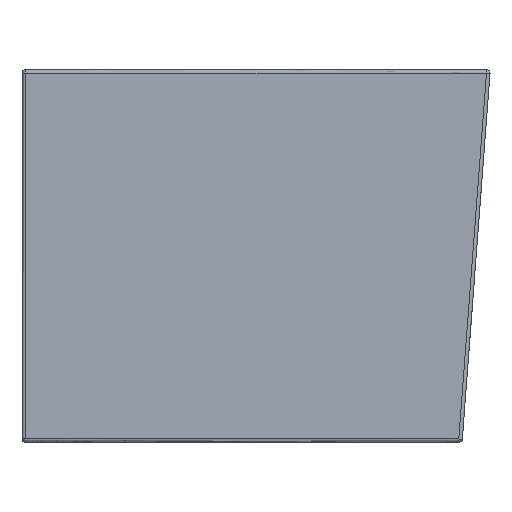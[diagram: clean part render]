
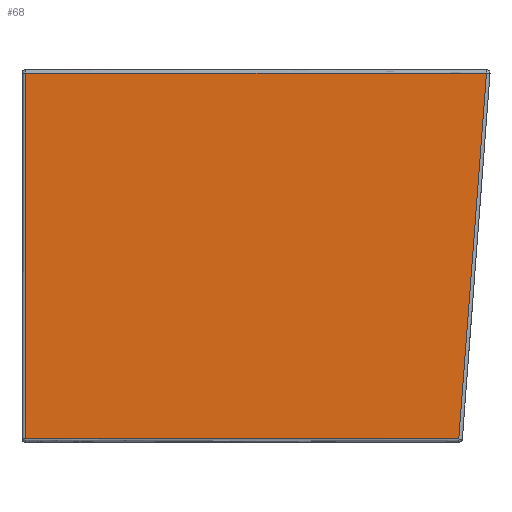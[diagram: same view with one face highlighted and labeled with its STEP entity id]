
A CAD part, left-side view. The second image highlights one B-rep face of the part: STEP entity #68.
In plain terms, the highlighted free-form (B-spline) face has degree [3, 2] with [4, 3] control points.
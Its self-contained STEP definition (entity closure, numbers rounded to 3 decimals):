
#68=ADVANCED_FACE('',(#161),#2910,.T.);
#161=FACE_OUTER_BOUND('',#255,.T.);
#255=EDGE_LOOP('',(#420,#421,#422,#423));
#420=ORIENTED_EDGE('',*,*,#2434,.T.);
#421=ORIENTED_EDGE('',*,*,#2435,.T.);
#422=ORIENTED_EDGE('',*,*,#2436,.T.);
#423=ORIENTED_EDGE('',*,*,#2437,.T.);
#847=PCURVE('',#2910,#1274);
#848=PCURVE('',#2910,#1275);
#849=PCURVE('',#2910,#1276);
#850=PCURVE('',#2910,#1277);
#875=PCURVE('',#2915,#1302);
#893=PCURVE('',#2920,#1320);
#907=PCURVE('',#2923,#1334);
#909=PCURVE('',#2924,#1336);
#1274=DEFINITIONAL_REPRESENTATION('',(#1717),#10455);
#1275=DEFINITIONAL_REPRESENTATION('',(#1718),#10455);
#1276=DEFINITIONAL_REPRESENTATION('',(#1719),#10455);
#1277=DEFINITIONAL_REPRESENTATION('',(#1720),#10455);
#1302=DEFINITIONAL_REPRESENTATION('',(#1750),#10455);
#1320=DEFINITIONAL_REPRESENTATION('',(#1772),#10455);
#1334=DEFINITIONAL_REPRESENTATION('',(#1790),#10455);
#1336=DEFINITIONAL_REPRESENTATION('',(#1792),#10455);
#1717=B_SPLINE_CURVE_WITH_KNOTS('',3,(#6897,#6898,#6899,#6900),
 .UNSPECIFIED.,.F.,.F.,(4,4),(6.101,741.343),
 .UNSPECIFIED.);
#1718=B_SPLINE_CURVE_WITH_KNOTS('',3,(#6903,#6904,#6905,#6906),
 .UNSPECIFIED.,.F.,.F.,(4,4),(5.657,589.343),
 .UNSPECIFIED.);
#1719=B_SPLINE_CURVE_WITH_KNOTS('',3,(#6909,#6910,#6911,#6912),
 .UNSPECIFIED.,.F.,.F.,(4,4),(-696.343,-5.245),
 .UNSPECIFIED.);
#1720=B_SPLINE_CURVE_WITH_KNOTS('',3,(#6915,#6916,#6917,#6918),
 .UNSPECIFIED.,.F.,.F.,(4,4),(-591.454,-6.101),
 .UNSPECIFIED.);
#1750=B_SPLINE_CURVE_WITH_KNOTS('',1,(#7076,#7077),.UNSPECIFIED.,.F.,.F.,
(2,2),(6.101,741.343),.UNSPECIFIED.);
#1772=B_SPLINE_CURVE_WITH_KNOTS('',1,(#7223,#7224),.UNSPECIFIED.,.F.,.F.,
(2,2),(-696.343,-5.245),.UNSPECIFIED.);
#1790=B_SPLINE_CURVE_WITH_KNOTS('',1,(#7304,#7305),.UNSPECIFIED.,.F.,.F.,
(2,2),(5.657,589.343),.UNSPECIFIED.);
#1792=B_SPLINE_CURVE_WITH_KNOTS('',1,(#7311,#7312),.UNSPECIFIED.,.F.,.F.,
(2,2),(-591.454,-6.101),.UNSPECIFIED.);
#2204=SURFACE_CURVE('',#2648,(#847,#875),.PCURVE_S1.);
#2205=SURFACE_CURVE('',#2649,(#848,#907),.PCURVE_S1.);
#2206=SURFACE_CURVE('',#2650,(#849,#893),.PCURVE_S1.);
#2207=SURFACE_CURVE('',#2651,(#850,#909),.PCURVE_S1.);
#2434=EDGE_CURVE('',#2781,#2782,#2204,.T.);
#2435=EDGE_CURVE('',#2782,#2783,#2205,.T.);
#2436=EDGE_CURVE('',#2783,#2784,#2206,.T.);
#2437=EDGE_CURVE('',#2784,#2781,#2207,.T.);
#2648=(
BOUNDED_CURVE()
B_SPLINE_CURVE(1,(#6895,#6896),.UNSPECIFIED.,.F.,.F.)
B_SPLINE_CURVE_WITH_KNOTS((2,2),(6.101,741.343),
 .UNSPECIFIED.)
CURVE()
GEOMETRIC_REPRESENTATION_ITEM()
RATIONAL_B_SPLINE_CURVE((1.,1.))
REPRESENTATION_ITEM('')
);
#2649=(
BOUNDED_CURVE()
B_SPLINE_CURVE(1,(#6901,#6902),.UNSPECIFIED.,.F.,.F.)
B_SPLINE_CURVE_WITH_KNOTS((2,2),(5.657,589.343),
 .UNSPECIFIED.)
CURVE()
GEOMETRIC_REPRESENTATION_ITEM()
RATIONAL_B_SPLINE_CURVE((1.,1.))
REPRESENTATION_ITEM('')
);
#2650=(
BOUNDED_CURVE()
B_SPLINE_CURVE(1,(#6907,#6908),.UNSPECIFIED.,.F.,.F.)
B_SPLINE_CURVE_WITH_KNOTS((2,2),(-696.343,-5.245),
 .UNSPECIFIED.)
CURVE()
GEOMETRIC_REPRESENTATION_ITEM()
RATIONAL_B_SPLINE_CURVE((1.,1.))
REPRESENTATION_ITEM('')
);
#2651=(
BOUNDED_CURVE()
B_SPLINE_CURVE(1,(#6913,#6914),.UNSPECIFIED.,.F.,.F.)
B_SPLINE_CURVE_WITH_KNOTS((2,2),(-591.454,-6.101),
 .UNSPECIFIED.)
CURVE()
GEOMETRIC_REPRESENTATION_ITEM()
RATIONAL_B_SPLINE_CURVE((1.,1.))
REPRESENTATION_ITEM('')
);
#2781=VERTEX_POINT('',#5463);
#2782=VERTEX_POINT('',#5464);
#2783=VERTEX_POINT('',#5465);
#2784=VERTEX_POINT('',#5466);
#2910=(
BOUNDED_SURFACE()
B_SPLINE_SURFACE(3,2,((#3565,#3566,#3567),(#3568,#3569,#3570),(#3571,#3572,
#3573),(#3574,#3575,#3576)),.UNSPECIFIED.,.F.,.F.,.F.)
B_SPLINE_SURFACE_WITH_KNOTS((4,4),(3,3),(0.,608.598),(2067.,2814.),
 .UNSPECIFIED.)
GEOMETRIC_REPRESENTATION_ITEM()
RATIONAL_B_SPLINE_SURFACE(((1.,1.,1.),(1.,1.,1.),(1.,1.,1.),(1.,1.,1.)))
REPRESENTATION_ITEM('')
SURFACE()
);
#2915=(
BOUNDED_SURFACE()
B_SPLINE_SURFACE(1,2,((#3617,#3618,#3619),(#3620,#3621,#3622)),
 .UNSPECIFIED.,.F.,.F.,.F.)
B_SPLINE_SURFACE_WITH_KNOTS((2,2),(3,3),(-160.,907.),
(0.,8.886),.UNSPECIFIED.)
GEOMETRIC_REPRESENTATION_ITEM()
RATIONAL_B_SPLINE_SURFACE(((1.,0.707,1.),(1.,0.707,
1.)))
REPRESENTATION_ITEM('')
SURFACE()
);
#2920=(
BOUNDED_SURFACE()
B_SPLINE_SURFACE(1,2,((#3683,#3684,#3685),(#3686,#3687,#3688)),
 .UNSPECIFIED.,.F.,.F.,.F.)
B_SPLINE_SURFACE_WITH_KNOTS((2,2),(3,3),(-160.,862.),(0.,8.886),
 .UNSPECIFIED.)
GEOMETRIC_REPRESENTATION_ITEM()
RATIONAL_B_SPLINE_SURFACE(((1.,0.707,1.),(1.,0.707,
1.)))
REPRESENTATION_ITEM('')
SURFACE()
);
#2923=(
BOUNDED_SURFACE()
B_SPLINE_SURFACE(1,2,((#3701,#3702,#3703),(#3704,#3705,#3706)),
 .UNSPECIFIED.,.F.,.F.,.F.)
B_SPLINE_SURFACE_WITH_KNOTS((2,2),(3,3),(-161.6,756.6),(0.,8.886),
 .UNSPECIFIED.)
GEOMETRIC_REPRESENTATION_ITEM()
RATIONAL_B_SPLINE_SURFACE(((1.,0.707,1.),(1.,0.707,
1.)))
REPRESENTATION_ITEM('')
SURFACE()
);
#2924=(
BOUNDED_SURFACE()
B_SPLINE_SURFACE(1,2,((#3707,#3708,#3709),(#3710,#3711,#3712)),
 .UNSPECIFIED.,.F.,.F.,.F.)
B_SPLINE_SURFACE_WITH_KNOTS((2,2),(3,3),(-161.6,758.299),(0.,8.886),
 .UNSPECIFIED.)
GEOMETRIC_REPRESENTATION_ITEM()
RATIONAL_B_SPLINE_SURFACE(((1.,0.707,1.),(1.,0.707,
1.)))
REPRESENTATION_ITEM('')
SURFACE()
);
#3565=CARTESIAN_POINT('',(-967.392,-771.071,0.));
#3566=CARTESIAN_POINT('',(-967.392,-1144.571,0.));
#3567=CARTESIAN_POINT('',(-967.392,-1518.071,0.));
#3568=CARTESIAN_POINT('',(-967.392,-771.071,-198.333));
#3569=CARTESIAN_POINT('',(-967.392,-1137.071,-198.333));
#3570=CARTESIAN_POINT('',(-967.392,-1503.071,-198.333));
#3571=CARTESIAN_POINT('',(-967.392,-771.071,-396.667));
#3572=CARTESIAN_POINT('',(-967.392,-1129.571,-396.667));
#3573=CARTESIAN_POINT('',(-967.392,-1488.071,-396.667));
#3574=CARTESIAN_POINT('',(-967.392,-771.071,-595.));
#3575=CARTESIAN_POINT('',(-967.392,-1122.071,-595.));
#3576=CARTESIAN_POINT('',(-967.392,-1473.071,-595.));
#3617=CARTESIAN_POINT('',(-961.735,-1678.071,0.));
#3618=CARTESIAN_POINT('',(-967.392,-1678.071,0.));
#3619=CARTESIAN_POINT('',(-967.392,-1678.071,-5.657));
#3620=CARTESIAN_POINT('',(-961.735,-611.071,0.));
#3621=CARTESIAN_POINT('',(-967.392,-611.071,0.));
#3622=CARTESIAN_POINT('',(-967.392,-611.071,-5.657));
#3683=CARTESIAN_POINT('',(-967.392,-1633.071,-589.343));
#3684=CARTESIAN_POINT('',(-967.392,-1633.071,-595.));
#3685=CARTESIAN_POINT('',(-961.735,-1633.071,-595.));
#3686=CARTESIAN_POINT('',(-967.392,-611.071,-589.343));
#3687=CARTESIAN_POINT('',(-967.392,-611.071,-595.));
#3688=CARTESIAN_POINT('',(-961.735,-611.071,-595.));
#3701=CARTESIAN_POINT('',(-961.735,-771.071,161.6));
#3702=CARTESIAN_POINT('',(-967.392,-771.071,161.6));
#3703=CARTESIAN_POINT('',(-967.392,-776.728,161.6));
#3704=CARTESIAN_POINT('',(-961.735,-771.071,-756.6));
#3705=CARTESIAN_POINT('',(-967.392,-771.071,-756.6));
#3706=CARTESIAN_POINT('',(-967.392,-776.728,-756.6));
#3707=CARTESIAN_POINT('',(-967.392,-1524.617,161.566));
#3708=CARTESIAN_POINT('',(-967.392,-1530.258,161.14));
#3709=CARTESIAN_POINT('',(-961.735,-1530.258,161.14));
#3710=CARTESIAN_POINT('',(-967.392,-1455.243,-755.713));
#3711=CARTESIAN_POINT('',(-967.392,-1460.884,-756.14));
#3712=CARTESIAN_POINT('',(-961.735,-1460.884,-756.14));
#5463=CARTESIAN_POINT('',(-967.392,-1511.97,-5.657));
#5464=CARTESIAN_POINT('',(-967.392,-776.728,-5.657));
#5465=CARTESIAN_POINT('',(-967.392,-776.728,-589.343));
#5466=CARTESIAN_POINT('',(-967.392,-1467.826,-589.343));
#6895=CARTESIAN_POINT('',(-967.392,-1511.97,-5.657));
#6896=CARTESIAN_POINT('',(-967.392,-776.728,-5.657));
#6897=CARTESIAN_POINT('',(5.786,2808.324));
#6898=CARTESIAN_POINT('',(5.786,2563.102));
#6899=CARTESIAN_POINT('',(5.786,2317.881));
#6900=CARTESIAN_POINT('',(5.786,2072.66));
#6901=CARTESIAN_POINT('',(-967.392,-776.728,-5.657));
#6902=CARTESIAN_POINT('',(-967.392,-776.728,-589.343));
#6903=CARTESIAN_POINT('',(5.786,2072.66));
#6904=CARTESIAN_POINT('',(204.795,2072.772));
#6905=CARTESIAN_POINT('',(403.803,2072.89));
#6906=CARTESIAN_POINT('',(602.811,2073.016));
#6907=CARTESIAN_POINT('',(-967.392,-776.728,-589.343));
#6908=CARTESIAN_POINT('',(-967.392,-1467.826,-589.343));
#6909=CARTESIAN_POINT('',(602.811,2073.016));
#6910=CARTESIAN_POINT('',(602.811,2318.));
#6911=CARTESIAN_POINT('',(602.811,2562.983));
#6912=CARTESIAN_POINT('',(602.811,2807.967));
#6913=CARTESIAN_POINT('',(-967.392,-1467.826,-589.343));
#6914=CARTESIAN_POINT('',(-967.392,-1511.97,-5.657));
#6915=CARTESIAN_POINT('',(602.811,2807.967));
#6916=CARTESIAN_POINT('',(403.803,2808.093));
#6917=CARTESIAN_POINT('',(204.795,2808.212));
#6918=CARTESIAN_POINT('',(5.786,2808.324));
#7076=CARTESIAN_POINT('',(6.101,8.886));
#7077=CARTESIAN_POINT('',(741.343,8.886));
#7223=CARTESIAN_POINT('',(696.343,0.));
#7224=CARTESIAN_POINT('',(5.245,0.));
#7304=CARTESIAN_POINT('',(5.657,8.886));
#7305=CARTESIAN_POINT('',(589.343,8.886));
#7311=CARTESIAN_POINT('',(591.454,0.));
#7312=CARTESIAN_POINT('',(6.101,0.));
#10455=(
GEOMETRIC_REPRESENTATION_CONTEXT(2)
PARAMETRIC_REPRESENTATION_CONTEXT()
REPRESENTATION_CONTEXT('pspace','')
);
